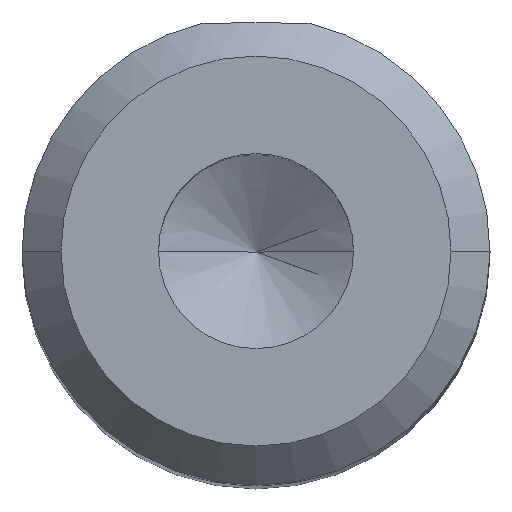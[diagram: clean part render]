
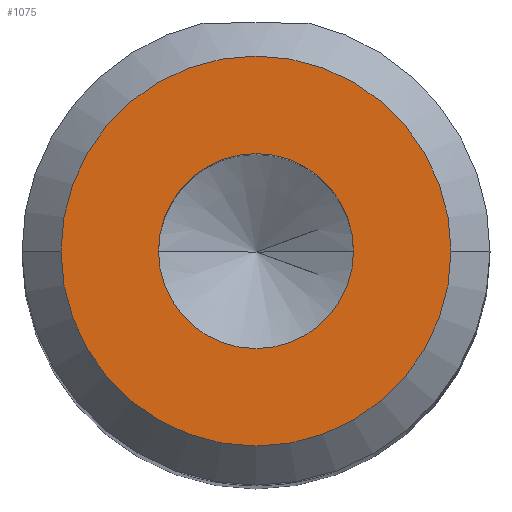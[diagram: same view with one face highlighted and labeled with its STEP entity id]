
A CAD part, top view. The second image highlights one B-rep face of the part: STEP entity #1075.
In plain terms, the highlighted planar face has unit normal (0, 0, 1).
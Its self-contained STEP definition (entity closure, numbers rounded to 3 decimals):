
#12 = DIRECTION ( 'NONE',  ( 0., 0., 1. ) ) ;
#24 = DIRECTION ( 'NONE',  ( 1., 0., 0. ) ) ;
#68 = AXIS2_PLACEMENT_3D ( 'NONE', #449, #1123, #545 ) ;
#134 = AXIS2_PLACEMENT_3D ( 'NONE', #957, #12, #680 ) ;
#157 = VERTEX_POINT ( 'NONE', #642 ) ;
#191 = EDGE_LOOP ( 'NONE', ( #1228, #630 ) ) ;
#216 = ORIENTED_EDGE ( 'NONE', *, *, #776, .T. ) ;
#217 = AXIS2_PLACEMENT_3D ( 'NONE', #1104, #525, #1208 ) ;
#296 = VERTEX_POINT ( 'NONE', #1028 ) ;
#349 = VERTEX_POINT ( 'NONE', #381 ) ;
#358 = CIRCLE ( 'NONE', #530, 2.5 ) ;
#371 = CARTESIAN_POINT ( 'NONE',  ( -2.5, 0., 30. ) ) ;
#381 = CARTESIAN_POINT ( 'NONE',  ( 5., 0., 30. ) ) ;
#405 = DIRECTION ( 'NONE',  ( 0., 0., 1. ) ) ;
#441 = AXIS2_PLACEMENT_3D ( 'NONE', #961, #405, #1068 ) ;
#449 = CARTESIAN_POINT ( 'NONE',  ( 0., 0., 30. ) ) ;
#525 = DIRECTION ( 'NONE',  ( 0., 0., 1. ) ) ;
#530 = AXIS2_PLACEMENT_3D ( 'NONE', #1183, #598, #24 ) ;
#545 = DIRECTION ( 'NONE',  ( 1., 0., 0. ) ) ;
#555 = ORIENTED_EDGE ( 'NONE', *, *, #1080, .T. ) ;
#598 = DIRECTION ( 'NONE',  ( 0., 0., 1. ) ) ;
#630 = ORIENTED_EDGE ( 'NONE', *, *, #835, .F. ) ;
#642 = CARTESIAN_POINT ( 'NONE',  ( -5., 0., 30. ) ) ;
#653 = CIRCLE ( 'NONE', #217, 5. ) ;
#680 = DIRECTION ( 'NONE',  ( 1., 0., 0. ) ) ;
#776 = EDGE_CURVE ( 'NONE', #349, #157, #653, .T. ) ;
#816 = FACE_BOUND ( 'NONE', #191, .T. ) ;
#835 = EDGE_CURVE ( 'NONE', #901, #296, #1251, .T. ) ;
#901 = VERTEX_POINT ( 'NONE', #371 ) ;
#944 = CIRCLE ( 'NONE', #441, 5. ) ;
#957 = CARTESIAN_POINT ( 'NONE',  ( 0., 0., 30. ) ) ;
#961 = CARTESIAN_POINT ( 'NONE',  ( 0., 0., 30. ) ) ;
#984 = FACE_OUTER_BOUND ( 'NONE', #1197, .T. ) ;
#1028 = CARTESIAN_POINT ( 'NONE',  ( 2.5, 0., 30. ) ) ;
#1068 = DIRECTION ( 'NONE',  ( 1., 0., 0. ) ) ;
#1075 = ADVANCED_FACE ( 'NONE', ( #984, #816 ), #1174, .T. ) ;
#1080 = EDGE_CURVE ( 'NONE', #157, #349, #944, .T. ) ;
#1093 = EDGE_CURVE ( 'NONE', #296, #901, #358, .T. ) ;
#1104 = CARTESIAN_POINT ( 'NONE',  ( 0., 0., 30. ) ) ;
#1123 = DIRECTION ( 'NONE',  ( 0., 0., 1. ) ) ;
#1174 = PLANE ( 'NONE',  #134 ) ;
#1183 = CARTESIAN_POINT ( 'NONE',  ( 0., 0., 30. ) ) ;
#1197 = EDGE_LOOP ( 'NONE', ( #555, #216 ) ) ;
#1208 = DIRECTION ( 'NONE',  ( 1., 0., 0. ) ) ;
#1228 = ORIENTED_EDGE ( 'NONE', *, *, #1093, .F. ) ;
#1251 = CIRCLE ( 'NONE', #68, 2.5 ) ;
